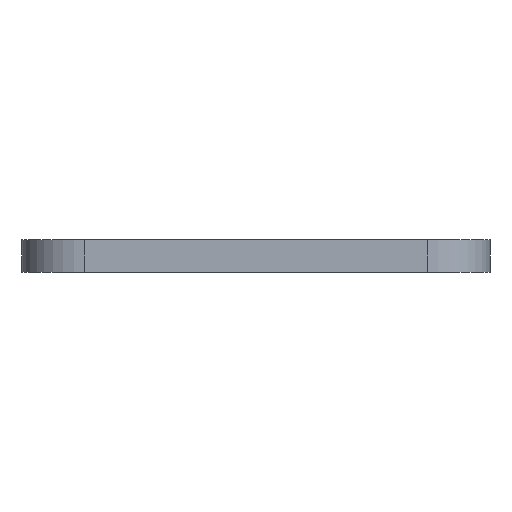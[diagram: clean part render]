
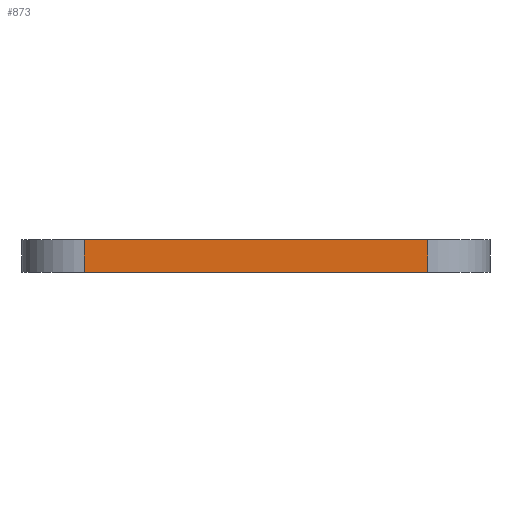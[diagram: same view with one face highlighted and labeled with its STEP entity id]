
A CAD part, left-side view. The second image highlights one B-rep face of the part: STEP entity #873.
In plain terms, the highlighted planar face has unit normal (-1, 0, 0).
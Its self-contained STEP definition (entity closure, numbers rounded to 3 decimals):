
#146 = VERTEX_POINT('',#147);
#147 = CARTESIAN_POINT('',(-27.178,8.382,0.));
#154 = EDGE_CURVE('',#155,#146,#157,.T.);
#155 = VERTEX_POINT('',#156);
#156 = CARTESIAN_POINT('',(-27.178,-8.382,0.));
#157 = LINE('',#158,#159);
#158 = CARTESIAN_POINT('',(-27.178,-8.382,0.));
#159 = VECTOR('',#160,1.);
#160 = DIRECTION('',(0.,1.,0.));
#496 = VERTEX_POINT('',#497);
#497 = CARTESIAN_POINT('',(-27.178,8.382,1.6));
#504 = EDGE_CURVE('',#505,#496,#507,.T.);
#505 = VERTEX_POINT('',#506);
#506 = CARTESIAN_POINT('',(-27.178,-8.382,1.6));
#507 = LINE('',#508,#509);
#508 = CARTESIAN_POINT('',(-27.178,-8.382,1.6));
#509 = VECTOR('',#510,1.);
#510 = DIRECTION('',(0.,1.,0.));
#843 = EDGE_CURVE('',#146,#496,#844,.T.);
#844 = LINE('',#845,#846);
#845 = CARTESIAN_POINT('',(-27.178,8.382,0.));
#846 = VECTOR('',#847,1.);
#847 = DIRECTION('',(0.,0.,1.));
#873 = ADVANCED_FACE('',(#874),#885,.T.);
#874 = FACE_BOUND('',#875,.T.);
#875 = EDGE_LOOP('',(#876,#882,#883,#884));
#876 = ORIENTED_EDGE('',*,*,#877,.T.);
#877 = EDGE_CURVE('',#155,#505,#878,.T.);
#878 = LINE('',#879,#880);
#879 = CARTESIAN_POINT('',(-27.178,-8.382,0.));
#880 = VECTOR('',#881,1.);
#881 = DIRECTION('',(0.,0.,1.));
#882 = ORIENTED_EDGE('',*,*,#504,.T.);
#883 = ORIENTED_EDGE('',*,*,#843,.F.);
#884 = ORIENTED_EDGE('',*,*,#154,.F.);
#885 = PLANE('',#886);
#886 = AXIS2_PLACEMENT_3D('',#887,#888,#889);
#887 = CARTESIAN_POINT('',(-27.178,-8.382,0.));
#888 = DIRECTION('',(-1.,0.,0.));
#889 = DIRECTION('',(0.,1.,0.));
